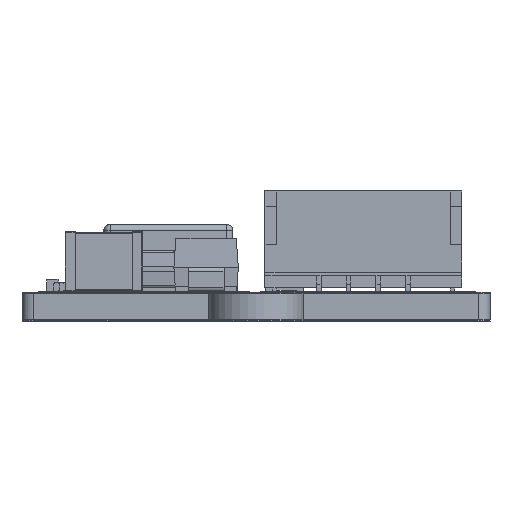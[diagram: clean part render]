
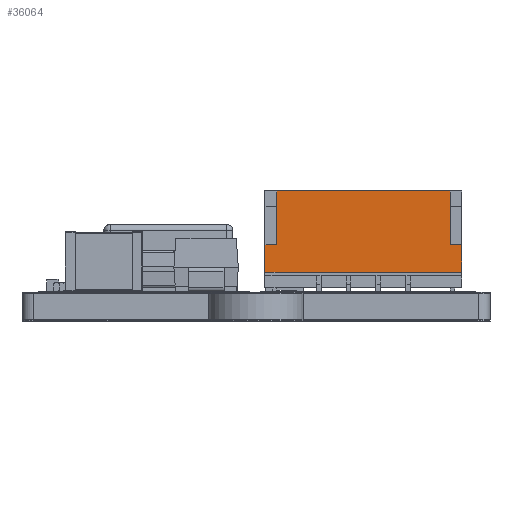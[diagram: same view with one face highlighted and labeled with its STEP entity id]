
A CAD part, front view. The second image highlights one B-rep face of the part: STEP entity #36064.
In plain terms, the highlighted planar face has unit normal (0, -1, 0).
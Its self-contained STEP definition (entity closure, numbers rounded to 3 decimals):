
#35873=CARTESIAN_POINT('',(0.375,-14.775,3.145));
#35874=VERTEX_POINT('',#35873);
#35985=CARTESIAN_POINT('',(0.375,-14.775,1.995));
#35986=VERTEX_POINT('',#35985);
#35993=CARTESIAN_POINT('',(0.375,-14.775,1.995));
#35994=DIRECTION('',(0.,0.,1.));
#35995=VECTOR('',#35994,1.15);
#35996=LINE('',#35993,#35995);
#35997=EDGE_CURVE('',#35986,#35874,#35996,.T.);
#36002=CARTESIAN_POINT('',(0.375,-14.775,1.345));
#36003=DIRECTION('',(0.,1.,0.));
#36004=DIRECTION('',(0.,0.,1.));
#36005=AXIS2_PLACEMENT_3D('',#36002,#36003,#36004);
#36006=PLANE('',#36005);
#36007=CARTESIAN_POINT('',(8.625,-14.775,1.995));
#36008=VERTEX_POINT('',#36007);
#36009=CARTESIAN_POINT('',(8.625,-14.775,3.145));
#36010=VERTEX_POINT('',#36009);
#36011=CARTESIAN_POINT('',(8.625,-14.775,1.995));
#36012=DIRECTION('',(0.,0.,1.));
#36013=VECTOR('',#36012,1.15);
#36014=LINE('',#36011,#36013);
#36015=EDGE_CURVE('',#36008,#36010,#36014,.T.);
#36016=ORIENTED_EDGE('',*,*,#36015,.T.);
#36017=CARTESIAN_POINT('',(8.125,-14.775,3.145));
#36018=VERTEX_POINT('',#36017);
#36019=CARTESIAN_POINT('',(8.125,-14.775,3.145));
#36020=DIRECTION('',(1.,-0.,-0.));
#36021=VECTOR('',#36020,0.5);
#36022=LINE('',#36019,#36021);
#36023=EDGE_CURVE('',#36018,#36010,#36022,.T.);
#36024=ORIENTED_EDGE('',*,*,#36023,.F.);
#36025=CARTESIAN_POINT('',(8.125,-14.775,5.395));
#36026=VERTEX_POINT('',#36025);
#36027=CARTESIAN_POINT('',(8.125,-14.775,3.145));
#36028=DIRECTION('',(0.,0.,1.));
#36029=VECTOR('',#36028,2.25);
#36030=LINE('',#36027,#36029);
#36031=EDGE_CURVE('',#36018,#36026,#36030,.T.);
#36032=ORIENTED_EDGE('',*,*,#36031,.T.);
#36033=CARTESIAN_POINT('',(0.875,-14.775,5.395));
#36034=VERTEX_POINT('',#36033);
#36035=CARTESIAN_POINT('',(0.875,-14.775,5.395));
#36036=DIRECTION('',(1.,0.,-0.));
#36037=VECTOR('',#36036,7.25);
#36038=LINE('',#36035,#36037);
#36039=EDGE_CURVE('',#36034,#36026,#36038,.T.);
#36040=ORIENTED_EDGE('',*,*,#36039,.F.);
#36041=CARTESIAN_POINT('',(0.875,-14.775,3.145));
#36042=VERTEX_POINT('',#36041);
#36043=CARTESIAN_POINT('',(0.875,-14.775,3.145));
#36044=DIRECTION('',(-0.,0.,1.));
#36045=VECTOR('',#36044,2.25);
#36046=LINE('',#36043,#36045);
#36047=EDGE_CURVE('',#36042,#36034,#36046,.T.);
#36048=ORIENTED_EDGE('',*,*,#36047,.F.);
#36049=CARTESIAN_POINT('',(0.375,-14.775,3.145));
#36050=DIRECTION('',(1.,-0.,-0.));
#36051=VECTOR('',#36050,0.5);
#36052=LINE('',#36049,#36051);
#36053=EDGE_CURVE('',#35874,#36042,#36052,.T.);
#36054=ORIENTED_EDGE('',*,*,#36053,.F.);
#36055=ORIENTED_EDGE('',*,*,#35997,.F.);
#36056=CARTESIAN_POINT('',(0.375,-14.775,1.995));
#36057=DIRECTION('',(1.,0.,-0.));
#36058=VECTOR('',#36057,8.25);
#36059=LINE('',#36056,#36058);
#36060=EDGE_CURVE('',#35986,#36008,#36059,.T.);
#36061=ORIENTED_EDGE('',*,*,#36060,.T.);
#36062=EDGE_LOOP('',(#36016,#36024,#36032,#36040,#36048,#36054,#36055,#36061));
#36063=FACE_BOUND('',#36062,.T.);
#36064=ADVANCED_FACE('',(#36063),#36006,.F.);
